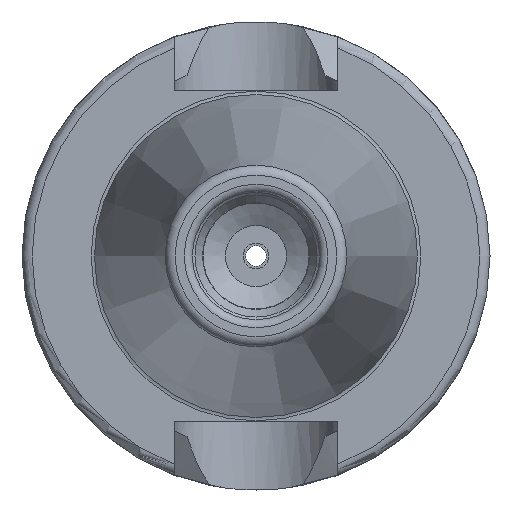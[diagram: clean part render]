
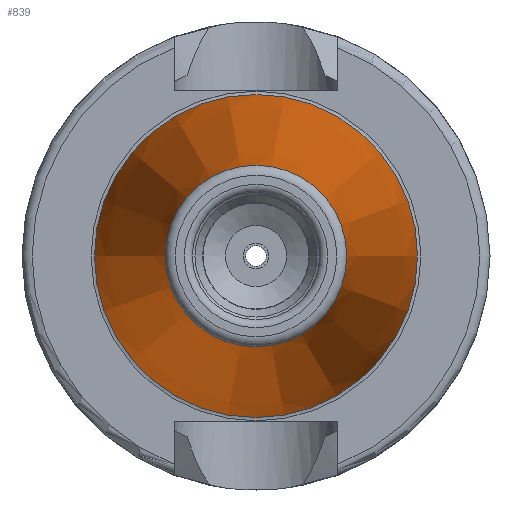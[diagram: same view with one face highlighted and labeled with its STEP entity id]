
A CAD part, left-side view. The second image highlights one B-rep face of the part: STEP entity #839.
In plain terms, the highlighted conical face has half-angle 8.297 degrees and reference radius 12.401 mm.
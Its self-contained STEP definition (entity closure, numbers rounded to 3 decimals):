
#812=CARTESIAN_POINT('',(-23.822,0.0,0.0));
#813=DIRECTION('',(1.0,0.0,0.0));
#814=DIRECTION('',(0.0,1.0,0.0));
#815=AXIS2_PLACEMENT_3D('',#812,#813,#814);
#816=CONICAL_SURFACE('',#815,12.401,8.297);
#817=CARTESIAN_POINT('',(0.0,15.875,0.0));
#818=VERTEX_POINT('',#817);
#819=CARTESIAN_POINT('',(0.0,0.0,0.0));
#820=DIRECTION('',(1.0,0.0,0.0));
#821=DIRECTION('',(0.0,1.0,0.0));
#822=AXIS2_PLACEMENT_3D('',#819,#820,#821);
#823=CIRCLE('',#822,15.875);
#824=EDGE_CURVE('',#818,#818,#823,.T.);
#825=ORIENTED_EDGE('',*,*,#824,.F.);
#826=EDGE_LOOP('',(#825));
#827=FACE_OUTER_BOUND('',#826,.T.);
#828=CARTESIAN_POINT('',(-47.644,8.927,0.0));
#829=VERTEX_POINT('',#828);
#830=CARTESIAN_POINT('',(-47.644,0.0,0.0));
#831=DIRECTION('',(1.0,0.0,0.0));
#832=DIRECTION('',(0.0,1.0,0.0));
#833=AXIS2_PLACEMENT_3D('',#830,#831,#832);
#834=CIRCLE('',#833,8.927);
#835=EDGE_CURVE('',#829,#829,#834,.T.);
#836=ORIENTED_EDGE('',*,*,#835,.T.);
#837=EDGE_LOOP('',(#836));
#838=FACE_BOUND('',#837,.T.);
#839=ADVANCED_FACE('',(#827,#838),#816,.T.);
